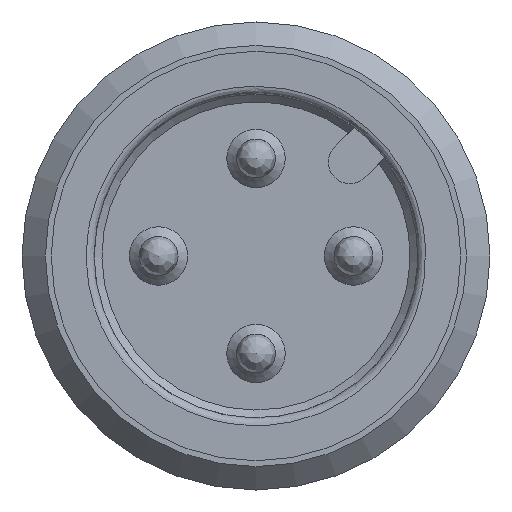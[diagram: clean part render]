
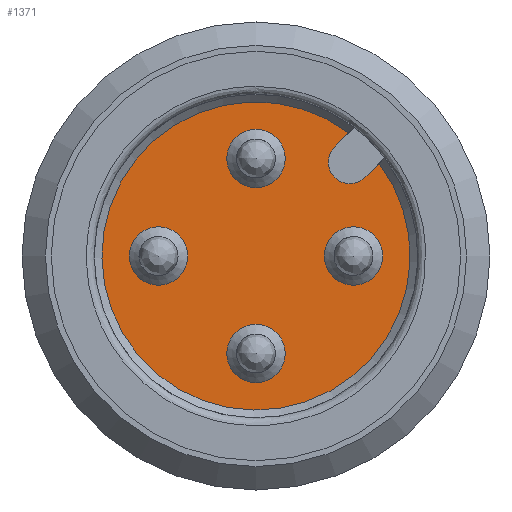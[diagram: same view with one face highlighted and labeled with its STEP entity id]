
A CAD part, left-side view. The second image highlights one B-rep face of the part: STEP entity #1371.
In plain terms, the highlighted face is planar.
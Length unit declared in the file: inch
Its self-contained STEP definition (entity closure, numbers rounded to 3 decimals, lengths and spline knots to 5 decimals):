
#32 = DIRECTION ( 'NONE',  ( 0.707, 0., 0.707 ) ) ;
#41 = EDGE_LOOP ( 'NONE', ( #1416 ) ) ;
#79 = CARTESIAN_POINT ( 'NONE',  ( 0.09358, 0.35039, 0.1242 ) ) ;
#81 = VERTEX_POINT ( 'NONE', #1219 ) ;
#104 = EDGE_CURVE ( 'NONE', #81, #1128, #654, .T. ) ;
#109 = ORIENTED_EDGE ( 'NONE', *, *, #1095, .T. ) ;
#182 = ORIENTED_EDGE ( 'NONE', *, *, #1079, .F. ) ;
#222 = DIRECTION ( 'NONE',  ( 0., 0., -1. ) ) ;
#258 = EDGE_CURVE ( 'NONE', #963, #751, #494, .T. ) ;
#262 = DIRECTION ( 'NONE',  ( 0., 1., 0. ) ) ;
#283 = EDGE_LOOP ( 'NONE', ( #1166 ) ) ;
#301 = VECTOR ( 'NONE', #1075, 39.37008 ) ;
#311 = CARTESIAN_POINT ( 'NONE',  ( 0.10996, 0.35039, 0.07934 ) ) ;
#316 = CARTESIAN_POINT ( 'NONE',  ( -0.09843, 0.35039, 0. ) ) ;
#329 = FACE_BOUND ( 'NONE', #283, .T. ) ;
#337 = FACE_BOUND ( 'NONE', #432, .T. ) ;
#341 = CARTESIAN_POINT ( 'NONE',  ( 0.09465, 0.35039, 0.09465 ) ) ;
#348 = DIRECTION ( 'NONE',  ( 0., 0., 1. ) ) ;
#370 = EDGE_CURVE ( 'NONE', #1128, #963, #1050, .T. ) ;
#381 = EDGE_CURVE ( 'NONE', #862, #862, #972, .T. ) ;
#432 = EDGE_LOOP ( 'NONE', ( #544 ) ) ;
#442 = CARTESIAN_POINT ( 'NONE',  ( 0.09843, 0.35039, 0. ) ) ;
#445 = AXIS2_PLACEMENT_3D ( 'NONE', #1439, #262, #875 ) ;
#479 = DIRECTION ( 'NONE',  ( 0., -1., 0. ) ) ;
#494 = LINE ( 'NONE', #610, #301 ) ;
#544 = ORIENTED_EDGE ( 'NONE', *, *, #1211, .T. ) ;
#554 = DIRECTION ( 'NONE',  ( 0., 1., 0. ) ) ;
#566 = DIRECTION ( 'NONE',  ( 0., 0., -1. ) ) ;
#601 = CIRCLE ( 'NONE', #1482, 0.02953 ) ;
#608 = CARTESIAN_POINT ( 'NONE',  ( 0., 0.35039, 0.1378 ) ) ;
#610 = CARTESIAN_POINT ( 'NONE',  ( 0.1242, 0.35039, 0.09358 ) ) ;
#630 = AXIS2_PLACEMENT_3D ( 'NONE', #608, #479, #222 ) ;
#638 = AXIS2_PLACEMENT_3D ( 'NONE', #316, #554, #1040 ) ;
#639 = VECTOR ( 'NONE', #32, 39.37008 ) ;
#654 = LINE ( 'NONE', #1470, #639 ) ;
#659 = CARTESIAN_POINT ( 'NONE',  ( 0., 0.35039, -0.0689 ) ) ;
#679 = DIRECTION ( 'NONE',  ( 0., 0., -1. ) ) ;
#751 = VERTEX_POINT ( 'NONE', #311 ) ;
#762 = AXIS2_PLACEMENT_3D ( 'NONE', #1415, #813, #679 ) ;
#795 = CARTESIAN_POINT ( 'NONE',  ( 0., 0.35039, 0.12795 ) ) ;
#800 = CIRCLE ( 'NONE', #1177, 0.02165 ) ;
#813 = DIRECTION ( 'NONE',  ( 0., -1., 0. ) ) ;
#816 = DIRECTION ( 'NONE',  ( 0., -1., 0. ) ) ;
#834 = DIRECTION ( 'NONE',  ( 0., 1., 0. ) ) ;
#862 = VERTEX_POINT ( 'NONE', #869 ) ;
#869 = CARTESIAN_POINT ( 'NONE',  ( -0.09843, 0.35039, 0.02953 ) ) ;
#875 = DIRECTION ( 'NONE',  ( 0., 0., 1. ) ) ;
#907 = CIRCLE ( 'NONE', #983, 0.02953 ) ;
#963 = VERTEX_POINT ( 'NONE', #1418 ) ;
#972 = CIRCLE ( 'NONE', #638, 0.02953 ) ;
#983 = AXIS2_PLACEMENT_3D ( 'NONE', #442, #834, #348 ) ;
#987 = ORIENTED_EDGE ( 'NONE', *, *, #258, .T. ) ;
#1022 = VERTEX_POINT ( 'NONE', #1169 ) ;
#1040 = DIRECTION ( 'NONE',  ( 0., 0., 1. ) ) ;
#1041 = EDGE_LOOP ( 'NONE', ( #182, #1355, #1487, #987 ) ) ;
#1042 = EDGE_CURVE ( 'NONE', #1279, #1279, #601, .T. ) ;
#1050 = CIRCLE ( 'NONE', #762, 0.15551 ) ;
#1073 = FACE_OUTER_BOUND ( 'NONE', #1041, .T. ) ;
#1075 = DIRECTION ( 'NONE',  ( -0.707, 0., -0.707 ) ) ;
#1079 = EDGE_CURVE ( 'NONE', #81, #751, #800, .T. ) ;
#1095 = EDGE_CURVE ( 'NONE', #1022, #1022, #907, .T. ) ;
#1128 = VERTEX_POINT ( 'NONE', #79 ) ;
#1138 = CIRCLE ( 'NONE', #445, 0.02953 ) ;
#1153 = VERTEX_POINT ( 'NONE', #795 ) ;
#1166 = ORIENTED_EDGE ( 'NONE', *, *, #381, .T. ) ;
#1169 = CARTESIAN_POINT ( 'NONE',  ( 0.09843, 0.35039, 0.02953 ) ) ;
#1177 = AXIS2_PLACEMENT_3D ( 'NONE', #341, #816, #566 ) ;
#1211 = EDGE_CURVE ( 'NONE', #1153, #1153, #1138, .T. ) ;
#1212 = EDGE_LOOP ( 'NONE', ( #109 ) ) ;
#1219 = CARTESIAN_POINT ( 'NONE',  ( 0.07934, 0.35039, 0.10996 ) ) ;
#1222 = FACE_BOUND ( 'NONE', #41, .T. ) ;
#1279 = VERTEX_POINT ( 'NONE', #659 ) ;
#1335 = PLANE ( 'NONE',  #630 ) ;
#1355 = ORIENTED_EDGE ( 'NONE', *, *, #104, .T. ) ;
#1371 = ADVANCED_FACE ( 'NONE', ( #1073, #329, #337, #1222, #1544 ), #1335, .T. ) ;
#1415 = CARTESIAN_POINT ( 'NONE',  ( 0., 0.35039, 0. ) ) ;
#1416 = ORIENTED_EDGE ( 'NONE', *, *, #1042, .T. ) ;
#1418 = CARTESIAN_POINT ( 'NONE',  ( 0.1242, 0.35039, 0.09358 ) ) ;
#1439 = CARTESIAN_POINT ( 'NONE',  ( 0., 0.35039, 0.09843 ) ) ;
#1446 = DIRECTION ( 'NONE',  ( 0., 1., 0. ) ) ;
#1470 = CARTESIAN_POINT ( 'NONE',  ( 0.07934, 0.35039, 0.10996 ) ) ;
#1482 = AXIS2_PLACEMENT_3D ( 'NONE', #1527, #1446, #1542 ) ;
#1487 = ORIENTED_EDGE ( 'NONE', *, *, #370, .T. ) ;
#1527 = CARTESIAN_POINT ( 'NONE',  ( 0., 0.35039, -0.09843 ) ) ;
#1542 = DIRECTION ( 'NONE',  ( 0., 0., 1. ) ) ;
#1544 = FACE_BOUND ( 'NONE', #1212, .T. ) ;
